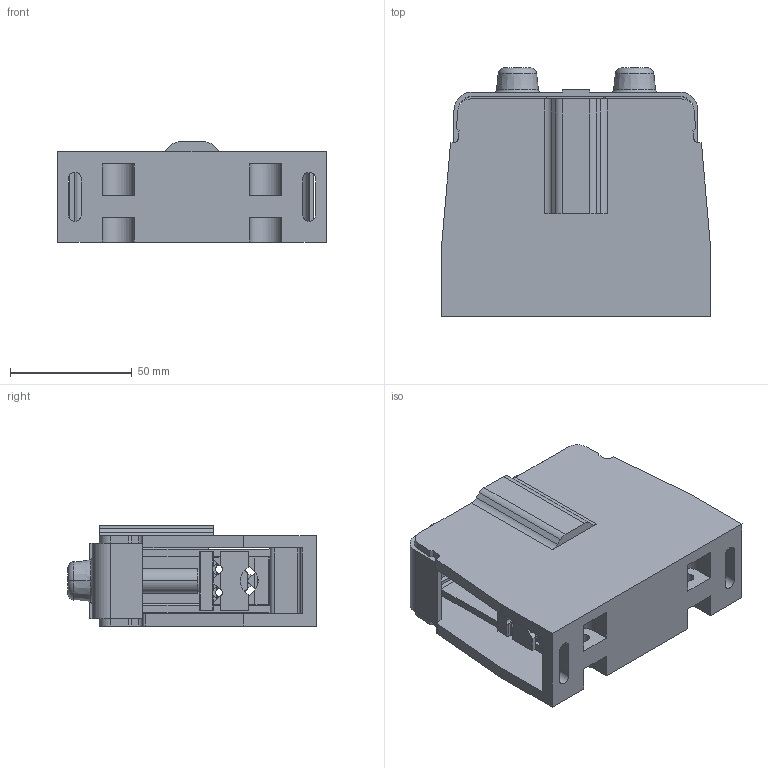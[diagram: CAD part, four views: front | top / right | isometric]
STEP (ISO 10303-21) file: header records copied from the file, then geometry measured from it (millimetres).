
FILE_DESCRIPTION((''),'2;1');
FILE_NAME('95D_ASM','2024-03-09T',('dell'),(''),'PRO/ENGINEER BY PARAMETRIC TECHNOLOGY CORPORATION, 2013230','PRO/ENGINEER BY PARAMETRIC TECHNOLOGY CORPORATION, 2013230','');
FILE_SCHEMA(('AUTOMOTIVE_DESIGN { 1 0 10303 214 1 1 1 1 }'));
Length unit declared in the file: millimetre
Products named in the file (1): 95D_ASM
Bounding box: 110 x 101.8 x 41 mm (x, y, z)
Volume: 212225 mm3; surface area: 94346.1 mm2
Topology: 3 solids, 3 shells, 1103 faces, 3388 edges, 2232 vertices
Faces by surface type: plane 637, cylinder 438, torus 16, cone 12
Entity records: 38882 total; most frequent: CARTESIAN_POINT 9482, ORIENTED_EDGE 6776, DIRECTION 5224, EDGE_CURVE 3388, VECTOR 2268, LINE 2268, VERTEX_POINT 2232, AXIS2_PLACEMENT_3D 1478
